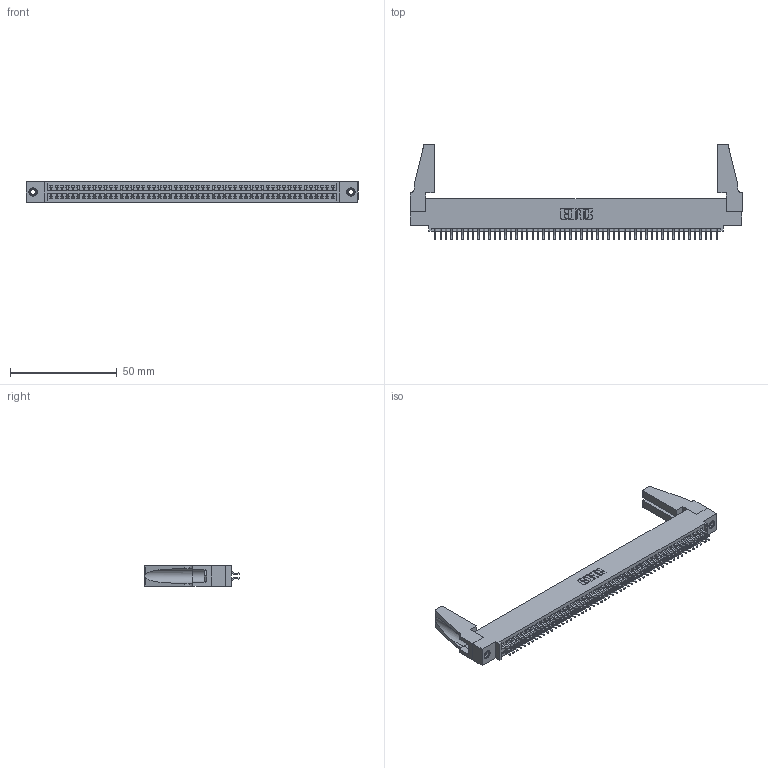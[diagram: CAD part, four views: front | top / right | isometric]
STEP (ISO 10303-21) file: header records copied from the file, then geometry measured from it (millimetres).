
FILE_DESCRIPTION (( 'STEP AP203' ), '1' );
FILE_NAME ('395-106-556-588.STEP', '2019-10-27T06:07:21', ( '' ), ( '' ), 'SwSTEP 2.0', 'SolidWorks 2016', '' );
FILE_SCHEMA (( 'CONFIG_CONTROL_DESIGN' ));
Length unit declared in the file: inch
Products named in the file (5): 345 Part_0.110 Offset - 0.156 Dia-TH; 345-292-001_556 Tail; 345-250-001_345-250-001-102; 345-220-078_345-220-088; 395-106-556-588
Assembly tree (111 placements, depth 2):
  395-106-556-588
    345 Part_0.110 Offset - 0.156 Dia-TH
    345-292-001_556 Tail  x106
    345-250-001_345-250-001-102  x2
    345-220-078_345-220-088  x2
Bounding box: 155.85 x 44.89 x 9.4 mm (x, y, z)
Volume: 18416.8 mm3; surface area: 25750.7 mm2
Topology: 111 solids, 111 shells, 6190 faces, 18369 edges, 12094 vertices
Faces by surface type: plane 4078, cylinder 2096, cone 12, torus 4
Entity records: 42604 total; most frequent: CARTESIAN_POINT 7142, ORIENTED_EDGE 7024, DIRECTION 6276, EDGE_CURVE 3512, VECTOR 3118, LINE 3118, VERTEX_POINT 2334, AXIS2_PLACEMENT_3D 1579
